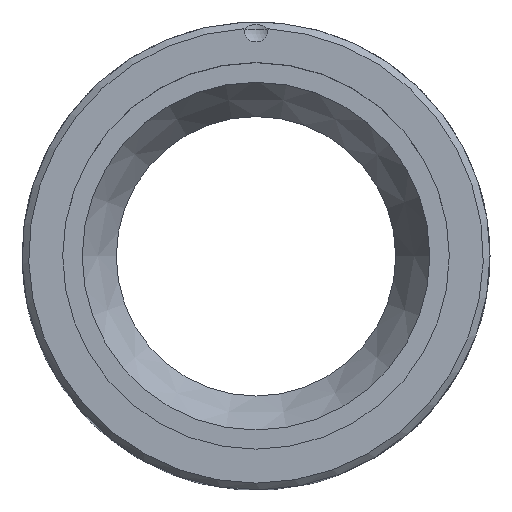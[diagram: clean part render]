
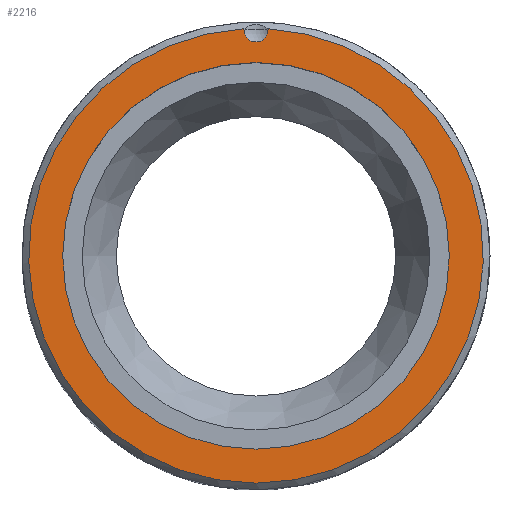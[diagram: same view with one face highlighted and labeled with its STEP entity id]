
A CAD part, top view. The second image highlights one B-rep face of the part: STEP entity #2216.
In plain terms, the highlighted planar face has unit normal (0, 0, 1).
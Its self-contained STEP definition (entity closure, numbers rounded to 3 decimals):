
#103=CIRCLE('',#2348,0.9);
#104=CIRCLE('',#2351,17.);
#105=CIRCLE('',#2352,14.459);
#274=ORIENTED_EDGE('',*,*,#709,.T.);
#275=ORIENTED_EDGE('',*,*,#708,.F.);
#276=ORIENTED_EDGE('',*,*,#705,.F.);
#277=ORIENTED_EDGE('',*,*,#707,.T.);
#278=ORIENTED_EDGE('',*,*,#710,.T.);
#705=EDGE_CURVE('',#914,#913,#103,.T.);
#707=EDGE_CURVE('',#914,#915,#1043,.T.);
#708=EDGE_CURVE('',#913,#916,#1044,.T.);
#709=EDGE_CURVE('',#915,#916,#104,.T.);
#710=EDGE_CURVE('',#917,#917,#105,.T.);
#913=VERTEX_POINT('',#3178);
#914=VERTEX_POINT('',#3179);
#915=VERTEX_POINT('',#3187);
#916=VERTEX_POINT('',#3188);
#917=VERTEX_POINT('',#3194);
#1043=LINE('',#3189,#1177);
#1044=LINE('',#3190,#1178);
#1177=VECTOR('',#2655,1000.);
#1178=VECTOR('',#2656,1000.);
#1282=EDGE_LOOP('',(#274,#275,#276,#277));
#1283=EDGE_LOOP('',(#278));
#1390=FACE_BOUND('',#1282,.T.);
#1391=FACE_BOUND('',#1283,.T.);
#1487=PLANE('',#2350);
#2216=ADVANCED_FACE('',(#1390,#1391),#1487,.T.);
#2348=AXIS2_PLACEMENT_3D('',#3180,#2651,#2652);
#2350=AXIS2_PLACEMENT_3D('',#3191,#2657,#2658);
#2351=AXIS2_PLACEMENT_3D('',#3192,#2659,#2660);
#2352=AXIS2_PLACEMENT_3D('',#3193,#2661,#2662);
#2651=DIRECTION('',(0.,0.,1.));
#2652=DIRECTION('',(1.,0.,0.));
#2655=DIRECTION('',(0.,1.,0.));
#2656=DIRECTION('',(0.,1.,0.));
#2657=DIRECTION('',(0.,0.,1.));
#2658=DIRECTION('',(1.,0.,0.));
#2659=DIRECTION('',(0.,0.,1.));
#2660=DIRECTION('',(1.,0.,0.));
#2661=DIRECTION('',(0.,0.,-1.));
#2662=DIRECTION('',(1.,0.,0.));
#3178=CARTESIAN_POINT('',(0.9,16.9,20.));
#3179=CARTESIAN_POINT('',(-0.9,16.9,20.));
#3180=CARTESIAN_POINT('',(0.,16.9,20.));
#3187=CARTESIAN_POINT('',(-0.9,16.976,20.));
#3188=CARTESIAN_POINT('',(0.9,16.976,20.));
#3189=CARTESIAN_POINT('',(-0.9,18.4,20.));
#3190=CARTESIAN_POINT('',(0.9,18.4,20.));
#3191=CARTESIAN_POINT('',(0.,0.,20.));
#3192=CARTESIAN_POINT('',(0.,0.,20.));
#3193=CARTESIAN_POINT('',(0.,0.,20.));
#3194=CARTESIAN_POINT('',(14.459,0.,20.));
